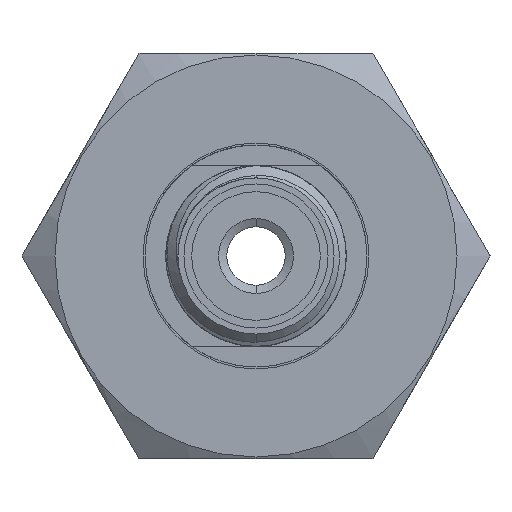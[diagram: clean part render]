
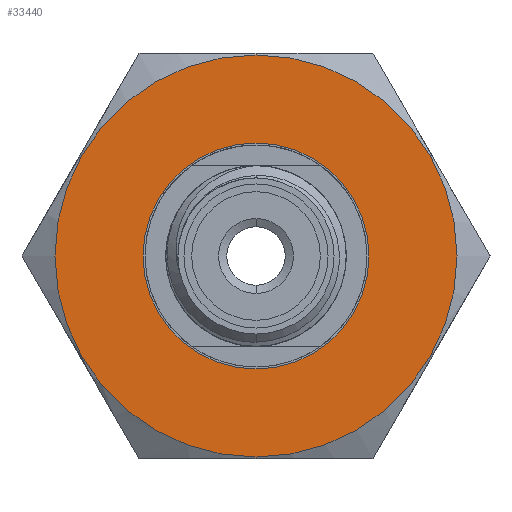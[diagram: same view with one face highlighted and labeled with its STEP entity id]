
A CAD part, left-side view. The second image highlights one B-rep face of the part: STEP entity #33440.
In plain terms, the highlighted planar face has unit normal (-1, 0, 0).
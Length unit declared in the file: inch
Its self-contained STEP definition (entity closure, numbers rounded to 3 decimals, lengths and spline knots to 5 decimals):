
#788 = DIRECTION ( 'NONE',  ( 0., 0., -1. ) ) ;
#1953 = AXIS2_PLACEMENT_3D ( 'NONE', #8612, #31058, #14078 ) ;
#2017 = EDGE_CURVE ( 'NONE', #15825, #18079, #17387, .T. ) ;
#2635 = EDGE_CURVE ( 'NONE', #18079, #15825, #24482, .T. ) ;
#4931 = FACE_OUTER_BOUND ( 'NONE', #16766, .T. ) ;
#5894 = CARTESIAN_POINT ( 'NONE',  ( -1.13, 0., 0. ) ) ;
#6506 = CARTESIAN_POINT ( 'NONE',  ( -1.13, 0., 0.3485 ) ) ;
#8612 = CARTESIAN_POINT ( 'NONE',  ( -1.13, 0., 0. ) ) ;
#8615 = AXIS2_PLACEMENT_3D ( 'NONE', #9370, #29216, #26116 ) ;
#9026 = DIRECTION ( 'NONE',  ( 1., 0., 0. ) ) ;
#9370 = CARTESIAN_POINT ( 'NONE',  ( -1.13, 0., 0. ) ) ;
#10646 = EDGE_CURVE ( 'NONE', #35582, #12791, #21978, .T. ) ;
#11739 = DIRECTION ( 'NONE',  ( 0., 0., -1. ) ) ;
#12071 = PLANE ( 'NONE',  #15968 ) ;
#12733 = EDGE_CURVE ( 'NONE', #12791, #35582, #24534, .T. ) ;
#12791 = VERTEX_POINT ( 'NONE', #17499 ) ;
#14078 = DIRECTION ( 'NONE',  ( 0., 0., -1. ) ) ;
#14690 = AXIS2_PLACEMENT_3D ( 'NONE', #5894, #9026, #11739 ) ;
#15206 = ORIENTED_EDGE ( 'NONE', *, *, #2635, .T. ) ;
#15825 = VERTEX_POINT ( 'NONE', #6506 ) ;
#15968 = AXIS2_PLACEMENT_3D ( 'NONE', #23682, #31906, #29422 ) ;
#16766 = EDGE_LOOP ( 'NONE', ( #28445, #23226 ) ) ;
#17249 = AXIS2_PLACEMENT_3D ( 'NONE', #28843, #35147, #788 ) ;
#17387 = CIRCLE ( 'NONE', #17249, 0.3485 ) ;
#17499 = CARTESIAN_POINT ( 'NONE',  ( -1.13, 0., -0.62 ) ) ;
#18079 = VERTEX_POINT ( 'NONE', #27797 ) ;
#21978 = CIRCLE ( 'NONE', #8615, 0.62 ) ;
#23226 = ORIENTED_EDGE ( 'NONE', *, *, #10646, .F. ) ;
#23571 = FACE_BOUND ( 'NONE', #26297, .T. ) ;
#23682 = CARTESIAN_POINT ( 'NONE',  ( -1.13, 0.3485, 0. ) ) ;
#24482 = CIRCLE ( 'NONE', #14690, 0.3485 ) ;
#24534 = CIRCLE ( 'NONE', #1953, 0.62 ) ;
#26116 = DIRECTION ( 'NONE',  ( 0., 0., -1. ) ) ;
#26297 = EDGE_LOOP ( 'NONE', ( #15206, #30805 ) ) ;
#27797 = CARTESIAN_POINT ( 'NONE',  ( -1.13, 0., -0.3485 ) ) ;
#28445 = ORIENTED_EDGE ( 'NONE', *, *, #12733, .F. ) ;
#28843 = CARTESIAN_POINT ( 'NONE',  ( -1.13, 0., 0. ) ) ;
#29216 = DIRECTION ( 'NONE',  ( 1., 0., 0. ) ) ;
#29422 = DIRECTION ( 'NONE',  ( 0., 0., 1. ) ) ;
#30805 = ORIENTED_EDGE ( 'NONE', *, *, #2017, .T. ) ;
#31058 = DIRECTION ( 'NONE',  ( 1., 0., 0. ) ) ;
#31906 = DIRECTION ( 'NONE',  ( -1., 0., 0. ) ) ;
#33440 = ADVANCED_FACE ( 'NONE', ( #23571, #4931 ), #12071, .T. ) ;
#35147 = DIRECTION ( 'NONE',  ( 1., 0., 0. ) ) ;
#35582 = VERTEX_POINT ( 'NONE', #36359 ) ;
#36359 = CARTESIAN_POINT ( 'NONE',  ( -1.13, 0., 0.62 ) ) ;
